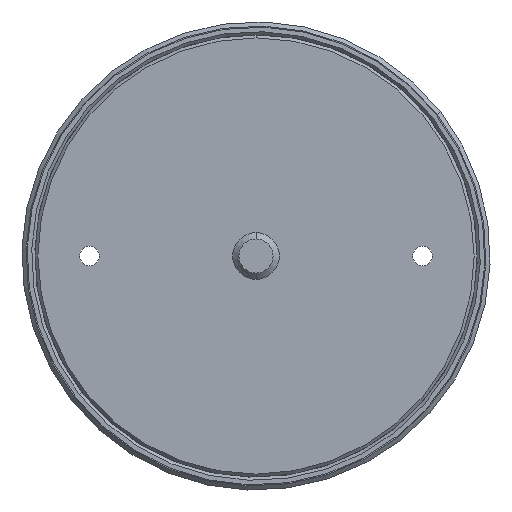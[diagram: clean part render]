
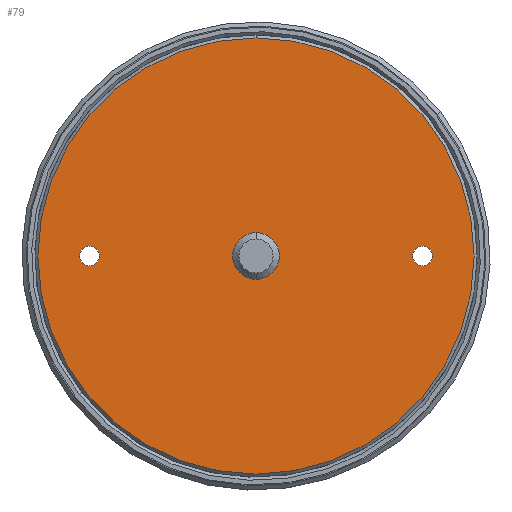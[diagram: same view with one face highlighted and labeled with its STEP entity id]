
A CAD part, front view. The second image highlights one B-rep face of the part: STEP entity #79.
In plain terms, the highlighted planar face has unit normal (0, -1, 0).
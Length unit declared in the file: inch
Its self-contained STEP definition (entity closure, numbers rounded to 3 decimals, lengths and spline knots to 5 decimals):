
#79 = ADVANCED_FACE ( 'NONE', ( #707, #711, #708, #706 ), #1533, .F. ) ;
#159 = VERTEX_POINT ( 'NONE', #376 ) ;
#161 = VERTEX_POINT ( 'NONE', #378 ) ;
#376 = CARTESIAN_POINT ( 'NONE',  ( 0., -0.0175, -0.041 ) ) ;
#378 = CARTESIAN_POINT ( 'NONE',  ( 0., -0.0175, 0.041 ) ) ;
#395 = CARTESIAN_POINT ( 'NONE',  ( 0.4, -0.0175, -0.0235 ) ) ;
#398 = CARTESIAN_POINT ( 'NONE',  ( -0.4, -0.0175, -0.0235 ) ) ;
#405 = CARTESIAN_POINT ( 'NONE',  ( -0.4, -0.0175, 0.0235 ) ) ;
#408 = CARTESIAN_POINT ( 'NONE',  ( 0., -0.0175, -0.524 ) ) ;
#412 = CARTESIAN_POINT ( 'NONE',  ( 0.4, -0.0175, 0.0235 ) ) ;
#415 = CARTESIAN_POINT ( 'NONE',  ( 0., -0.0175, 0.524 ) ) ;
#460 = CARTESIAN_POINT ( 'NONE',  ( 0.4, -0.0175, 0. ) ) ;
#461 = DIRECTION ( 'NONE',  ( 0., 1., 0. ) ) ;
#462 = DIRECTION ( 'NONE',  ( 0., 0., 1. ) ) ;
#499 = CARTESIAN_POINT ( 'NONE',  ( 0., -0.0175, 0. ) ) ;
#500 = DIRECTION ( 'NONE',  ( 0., 1., 0. ) ) ;
#501 = DIRECTION ( 'NONE',  ( 0., 0., 1. ) ) ;
#504 = CARTESIAN_POINT ( 'NONE',  ( 0., -0.0175, 0. ) ) ;
#505 = DIRECTION ( 'NONE',  ( 0., -1., 0. ) ) ;
#506 = DIRECTION ( 'NONE',  ( 0., 0., 1. ) ) ;
#525 = CARTESIAN_POINT ( 'NONE',  ( -0.4, -0.0175, 0. ) ) ;
#526 = DIRECTION ( 'NONE',  ( 0., 1., 0. ) ) ;
#527 = DIRECTION ( 'NONE',  ( 0., 0., 1. ) ) ;
#546 = CARTESIAN_POINT ( 'NONE',  ( 0., -0.0175, 0. ) ) ;
#547 = DIRECTION ( 'NONE',  ( 0., 1., 0. ) ) ;
#548 = DIRECTION ( 'NONE',  ( 0., 0., 1. ) ) ;
#549 = CARTESIAN_POINT ( 'NONE',  ( 0.4, -0.0175, 0. ) ) ;
#550 = DIRECTION ( 'NONE',  ( 0., 1., 0. ) ) ;
#551 = DIRECTION ( 'NONE',  ( 0., 0., 1. ) ) ;
#552 = CARTESIAN_POINT ( 'NONE',  ( -0.4, -0.0175, 0. ) ) ;
#553 = DIRECTION ( 'NONE',  ( 0., 1., 0. ) ) ;
#554 = DIRECTION ( 'NONE',  ( 0., 0., 1. ) ) ;
#555 = CARTESIAN_POINT ( 'NONE',  ( 0., -0.0175, 0. ) ) ;
#556 = DIRECTION ( 'NONE',  ( 0., -1., 0. ) ) ;
#557 = DIRECTION ( 'NONE',  ( 0., 0., 1. ) ) ;
#706 = FACE_BOUND ( 'NONE', #1647, .T. ) ;
#707 = FACE_BOUND ( 'NONE', #1646, .T. ) ;
#708 = FACE_OUTER_BOUND ( 'NONE', #1613, .T. ) ;
#711 = FACE_BOUND ( 'NONE', #1632, .T. ) ;
#795 = AXIS2_PLACEMENT_3D ( 'NONE', #1543, #1544, #1545 ) ;
#921 = AXIS2_PLACEMENT_3D ( 'NONE', #460, #461, #462 ) ;
#928 = AXIS2_PLACEMENT_3D ( 'NONE', #499, #500, #501 ) ;
#929 = AXIS2_PLACEMENT_3D ( 'NONE', #504, #505, #506 ) ;
#933 = AXIS2_PLACEMENT_3D ( 'NONE', #525, #526, #527 ) ;
#939 = AXIS2_PLACEMENT_3D ( 'NONE', #546, #547, #548 ) ;
#940 = AXIS2_PLACEMENT_3D ( 'NONE', #549, #550, #551 ) ;
#941 = AXIS2_PLACEMENT_3D ( 'NONE', #552, #553, #554 ) ;
#942 = AXIS2_PLACEMENT_3D ( 'NONE', #555, #556, #557 ) ;
#1131 = ORIENTED_EDGE ( 'NONE', *, *, #2197, .T. ) ;
#1132 = ORIENTED_EDGE ( 'NONE', *, *, #2160, .T. ) ;
#1133 = ORIENTED_EDGE ( 'NONE', *, *, #2198, .T. ) ;
#1134 = ORIENTED_EDGE ( 'NONE', *, *, #2188, .T. ) ;
#1135 = ORIENTED_EDGE ( 'NONE', *, *, #2199, .T. ) ;
#1136 = ORIENTED_EDGE ( 'NONE', *, *, #2180, .T. ) ;
#1137 = ORIENTED_EDGE ( 'NONE', *, *, #2177, .T. ) ;
#1138 = ORIENTED_EDGE ( 'NONE', *, *, #2196, .T. ) ;
#1533 = PLANE ( 'NONE',  #795 ) ;
#1543 = CARTESIAN_POINT ( 'NONE',  ( 0., -0.0175, 0. ) ) ;
#1544 = DIRECTION ( 'NONE',  ( 0., 1., 0. ) ) ;
#1545 = DIRECTION ( 'NONE',  ( 0., 0., 1. ) ) ;
#1607 = VERTEX_POINT ( 'NONE', #398 ) ;
#1613 = EDGE_LOOP ( 'NONE', ( #1135, #1136 ) ) ;
#1627 = VERTEX_POINT ( 'NONE', #395 ) ;
#1632 = EDGE_LOOP ( 'NONE', ( #1133, #1134 ) ) ;
#1646 = EDGE_LOOP ( 'NONE', ( #1131, #1132 ) ) ;
#1647 = EDGE_LOOP ( 'NONE', ( #1137, #1138 ) ) ;
#1675 = VERTEX_POINT ( 'NONE', #405 ) ;
#1678 = VERTEX_POINT ( 'NONE', #408 ) ;
#1682 = VERTEX_POINT ( 'NONE', #412 ) ;
#1685 = VERTEX_POINT ( 'NONE', #415 ) ;
#1893 = CIRCLE ( 'NONE', #921, 0.0235 ) ;
#1919 = CIRCLE ( 'NONE', #928, 0.041 ) ;
#1922 = CIRCLE ( 'NONE', #929, 0.524 ) ;
#1933 = CIRCLE ( 'NONE', #933, 0.0235 ) ;
#1948 = CIRCLE ( 'NONE', #939, 0.041 ) ;
#1949 = CIRCLE ( 'NONE', #940, 0.0235 ) ;
#1950 = CIRCLE ( 'NONE', #941, 0.0235 ) ;
#1951 = CIRCLE ( 'NONE', #942, 0.524 ) ;
#2160 = EDGE_CURVE ( 'NONE', #1627, #1682, #1893, .T. ) ;
#2177 = EDGE_CURVE ( 'NONE', #161, #159, #1919, .T. ) ;
#2180 = EDGE_CURVE ( 'NONE', #1678, #1685, #1922, .T. ) ;
#2188 = EDGE_CURVE ( 'NONE', #1607, #1675, #1933, .T. ) ;
#2196 = EDGE_CURVE ( 'NONE', #159, #161, #1948, .T. ) ;
#2197 = EDGE_CURVE ( 'NONE', #1682, #1627, #1949, .T. ) ;
#2198 = EDGE_CURVE ( 'NONE', #1675, #1607, #1950, .T. ) ;
#2199 = EDGE_CURVE ( 'NONE', #1685, #1678, #1951, .T. ) ;
